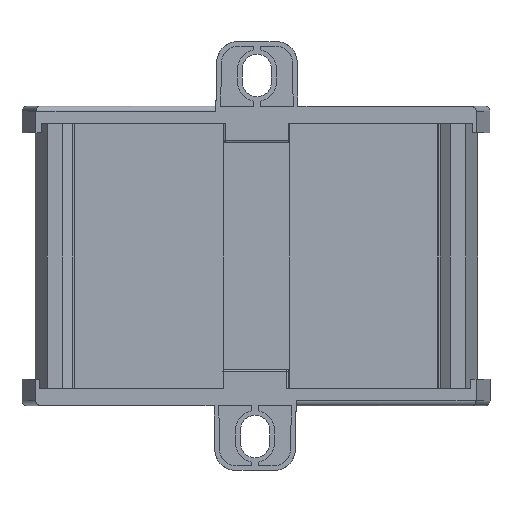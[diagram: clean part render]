
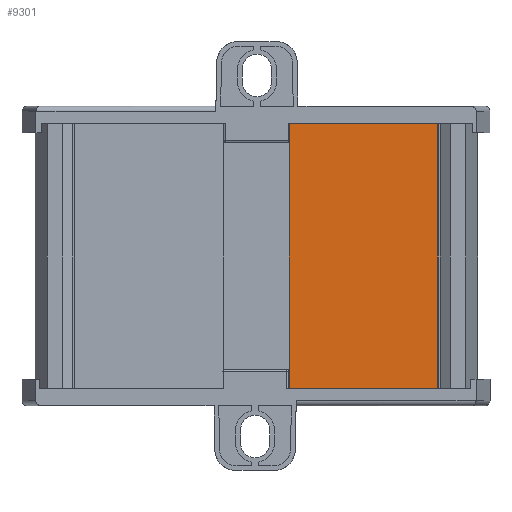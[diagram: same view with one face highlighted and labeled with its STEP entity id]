
A CAD part, front view. The second image highlights one B-rep face of the part: STEP entity #9301.
In plain terms, the highlighted planar face has unit normal (0, -1, 0).
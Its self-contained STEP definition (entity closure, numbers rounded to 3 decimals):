
#256 = CARTESIAN_POINT ( 'NONE',  ( 34.109, -1.653, 0. ) ) ;
#356 = LINE ( 'NONE', #8857, #10697 ) ;
#785 = DIRECTION ( 'NONE',  ( 1., 0., 0. ) ) ;
#824 = CARTESIAN_POINT ( 'NONE',  ( 6.025, -1.653, 0. ) ) ;
#1679 = CARTESIAN_POINT ( 'NONE',  ( 6.025, -1.653, 0. ) ) ;
#2536 = VERTEX_POINT ( 'NONE', #8407 ) ;
#2813 = ORIENTED_EDGE ( 'NONE', *, *, #8314, .T. ) ;
#2922 = AXIS2_PLACEMENT_3D ( 'NONE', #2975, #9880, #4541 ) ;
#2975 = CARTESIAN_POINT ( 'NONE',  ( 6.025, -1.653, -50. ) ) ;
#3333 = VECTOR ( 'NONE', #9189, 1000. ) ;
#3671 = VECTOR ( 'NONE', #5765, 1000. ) ;
#3765 = CARTESIAN_POINT ( 'NONE',  ( 6.025, -1.653, -50. ) ) ;
#3973 = LINE ( 'NONE', #3765, #3671 ) ;
#4091 = EDGE_LOOP ( 'NONE', ( #9036, #9845, #8601, #2813 ) ) ;
#4188 = CARTESIAN_POINT ( 'NONE',  ( 6.025, -1.653, -50. ) ) ;
#4284 = LINE ( 'NONE', #4188, #3333 ) ;
#4328 = VERTEX_POINT ( 'NONE', #6818 ) ;
#4330 = VERTEX_POINT ( 'NONE', #1679 ) ;
#4352 = EDGE_CURVE ( 'NONE', #4328, #4330, #3973, .T. ) ;
#4541 = DIRECTION ( 'NONE',  ( 0., 0., -1. ) ) ;
#4847 = EDGE_CURVE ( 'NONE', #4328, #2536, #4284, .T. ) ;
#5765 = DIRECTION ( 'NONE',  ( 0., 0., 1. ) ) ;
#6818 = CARTESIAN_POINT ( 'NONE',  ( 6.025, -1.653, -50. ) ) ;
#7770 = EDGE_CURVE ( 'NONE', #4330, #9591, #8730, .T. ) ;
#7836 = PLANE ( 'NONE',  #2922 ) ;
#8314 = EDGE_CURVE ( 'NONE', #2536, #9591, #356, .T. ) ;
#8407 = CARTESIAN_POINT ( 'NONE',  ( 34.109, -1.653, -50. ) ) ;
#8601 = ORIENTED_EDGE ( 'NONE', *, *, #4847, .T. ) ;
#8730 = LINE ( 'NONE', #824, #10478 ) ;
#8857 = CARTESIAN_POINT ( 'NONE',  ( 34.109, -1.653, -50. ) ) ;
#9036 = ORIENTED_EDGE ( 'NONE', *, *, #7770, .F. ) ;
#9189 = DIRECTION ( 'NONE',  ( 1., 0., 0. ) ) ;
#9301 = ADVANCED_FACE ( 'NONE', ( #10165 ), #7836, .T. ) ;
#9591 = VERTEX_POINT ( 'NONE', #256 ) ;
#9809 = DIRECTION ( 'NONE',  ( 0., 0., 1. ) ) ;
#9845 = ORIENTED_EDGE ( 'NONE', *, *, #4352, .F. ) ;
#9880 = DIRECTION ( 'NONE',  ( 0., -1., 0. ) ) ;
#10165 = FACE_OUTER_BOUND ( 'NONE', #4091, .T. ) ;
#10478 = VECTOR ( 'NONE', #785, 1000. ) ;
#10697 = VECTOR ( 'NONE', #9809, 1000. ) ;
